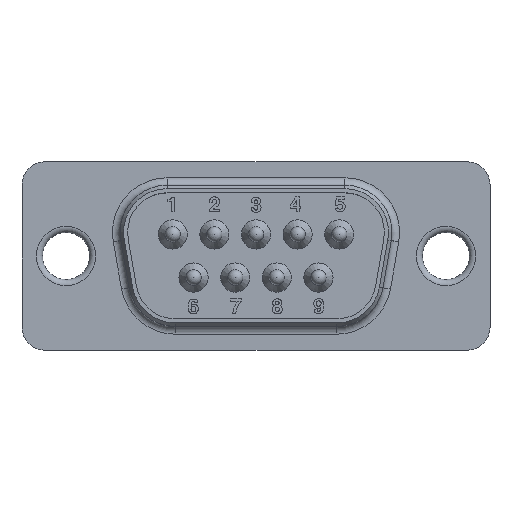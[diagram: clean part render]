
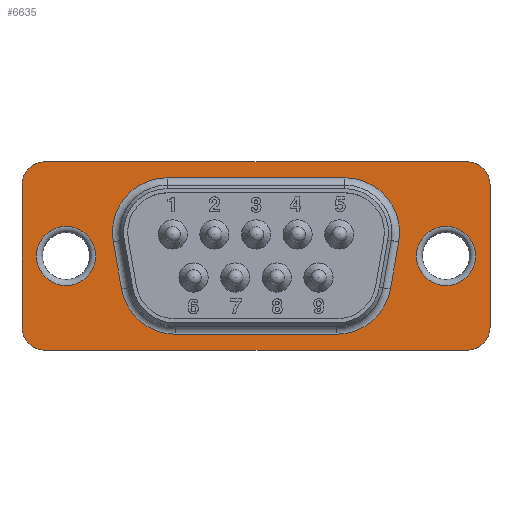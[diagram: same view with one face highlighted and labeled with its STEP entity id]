
A CAD part, top view. The second image highlights one B-rep face of the part: STEP entity #6635.
In plain terms, the highlighted face is planar.
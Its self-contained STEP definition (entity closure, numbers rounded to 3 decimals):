
#308=CIRCLE('',#7217,1.95);
#309=CIRCLE('',#7219,1.5);
#310=CIRCLE('',#7220,1.5);
#311=CIRCLE('',#7221,1.5);
#312=CIRCLE('',#7222,1.5);
#313=CIRCLE('',#7223,1.95);
#314=CIRCLE('',#7224,3.6);
#315=CIRCLE('',#7225,3.6);
#316=CIRCLE('',#7226,3.6);
#317=CIRCLE('',#7227,3.6);
#591=FACE_BOUND('',#2828,.T.);
#592=FACE_BOUND('',#2829,.T.);
#593=FACE_BOUND('',#2830,.T.);
#798=PLANE('',#7218);
#1319=LINE('',#14684,#1887);
#1320=LINE('',#14688,#1888);
#1321=LINE('',#14692,#1889);
#1322=LINE('',#14695,#1890);
#1323=LINE('',#14700,#1891);
#1324=LINE('',#14704,#1892);
#1325=LINE('',#14708,#1893);
#1326=LINE('',#14712,#1894);
#1887=VECTOR('',#8894,27.8);
#1888=VECTOR('',#8897,9.4);
#1889=VECTOR('',#8900,27.8);
#1890=VECTOR('',#8903,9.4);
#1891=VECTOR('',#8906,10.607);
#1892=VECTOR('',#8909,3.148);
#1893=VECTOR('',#8912,11.7);
#1894=VECTOR('',#8915,3.148);
#2317=FACE_OUTER_BOUND('',#2827,.T.);
#2827=EDGE_LOOP('',(#6021,#6022,#6023,#6024,#6025,#6026,#6027,#6028));
#2828=EDGE_LOOP('',(#6029));
#2829=EDGE_LOOP('',(#6030,#6031,#6032,#6033,#6034,#6035,#6036,#6037));
#2830=EDGE_LOOP('',(#6038));
#3499=VERTEX_POINT('',#14677);
#3500=VERTEX_POINT('',#14680);
#3501=VERTEX_POINT('',#14681);
#3502=VERTEX_POINT('',#14683);
#3503=VERTEX_POINT('',#14685);
#3504=VERTEX_POINT('',#14687);
#3505=VERTEX_POINT('',#14689);
#3506=VERTEX_POINT('',#14691);
#3507=VERTEX_POINT('',#14693);
#3508=VERTEX_POINT('',#14696);
#3509=VERTEX_POINT('',#14698);
#3510=VERTEX_POINT('',#14699);
#3511=VERTEX_POINT('',#14701);
#3512=VERTEX_POINT('',#14703);
#3513=VERTEX_POINT('',#14705);
#3514=VERTEX_POINT('',#14707);
#3515=VERTEX_POINT('',#14709);
#3516=VERTEX_POINT('',#14711);
#4351=EDGE_CURVE('',#3499,#3499,#308,.T.);
#4352=EDGE_CURVE('',#3500,#3501,#309,.T.);
#4353=EDGE_CURVE('',#3502,#3500,#1319,.T.);
#4354=EDGE_CURVE('',#3503,#3502,#310,.T.);
#4355=EDGE_CURVE('',#3504,#3503,#1320,.T.);
#4356=EDGE_CURVE('',#3505,#3504,#311,.T.);
#4357=EDGE_CURVE('',#3506,#3505,#1321,.T.);
#4358=EDGE_CURVE('',#3507,#3506,#312,.T.);
#4359=EDGE_CURVE('',#3501,#3507,#1322,.T.);
#4360=EDGE_CURVE('',#3508,#3508,#313,.T.);
#4361=EDGE_CURVE('',#3509,#3510,#1323,.T.);
#4362=EDGE_CURVE('',#3511,#3509,#314,.T.);
#4363=EDGE_CURVE('',#3512,#3511,#1324,.T.);
#4364=EDGE_CURVE('',#3513,#3512,#315,.T.);
#4365=EDGE_CURVE('',#3514,#3513,#1325,.T.);
#4366=EDGE_CURVE('',#3515,#3514,#316,.T.);
#4367=EDGE_CURVE('',#3516,#3515,#1326,.T.);
#4368=EDGE_CURVE('',#3510,#3516,#317,.T.);
#6021=ORIENTED_EDGE('',*,*,#4352,.F.);
#6022=ORIENTED_EDGE('',*,*,#4353,.F.);
#6023=ORIENTED_EDGE('',*,*,#4354,.F.);
#6024=ORIENTED_EDGE('',*,*,#4355,.F.);
#6025=ORIENTED_EDGE('',*,*,#4356,.F.);
#6026=ORIENTED_EDGE('',*,*,#4357,.F.);
#6027=ORIENTED_EDGE('',*,*,#4358,.F.);
#6028=ORIENTED_EDGE('',*,*,#4359,.F.);
#6029=ORIENTED_EDGE('',*,*,#4360,.F.);
#6030=ORIENTED_EDGE('',*,*,#4361,.F.);
#6031=ORIENTED_EDGE('',*,*,#4362,.F.);
#6032=ORIENTED_EDGE('',*,*,#4363,.F.);
#6033=ORIENTED_EDGE('',*,*,#4364,.F.);
#6034=ORIENTED_EDGE('',*,*,#4365,.F.);
#6035=ORIENTED_EDGE('',*,*,#4366,.F.);
#6036=ORIENTED_EDGE('',*,*,#4367,.F.);
#6037=ORIENTED_EDGE('',*,*,#4368,.F.);
#6038=ORIENTED_EDGE('',*,*,#4351,.F.);
#6635=ADVANCED_FACE('',(#2317,#591,#592,#593),#798,.F.);
#7217=AXIS2_PLACEMENT_3D('',#14678,#8888,#8889);
#7218=AXIS2_PLACEMENT_3D('',#14679,#8890,#8891);
#7219=AXIS2_PLACEMENT_3D('',#14682,#8892,#8893);
#7220=AXIS2_PLACEMENT_3D('',#14686,#8895,#8896);
#7221=AXIS2_PLACEMENT_3D('',#14690,#8898,#8899);
#7222=AXIS2_PLACEMENT_3D('',#14694,#8901,#8902);
#7223=AXIS2_PLACEMENT_3D('',#14697,#8904,#8905);
#7224=AXIS2_PLACEMENT_3D('',#14702,#8907,#8908);
#7225=AXIS2_PLACEMENT_3D('',#14706,#8910,#8911);
#7226=AXIS2_PLACEMENT_3D('',#14710,#8913,#8914);
#7227=AXIS2_PLACEMENT_3D('',#14713,#8916,#8917);
#8888=DIRECTION('center_axis',(0.,0.,-1.));
#8889=DIRECTION('ref_axis',(-1.,0.,0.));
#8890=DIRECTION('center_axis',(0.,0.,1.));
#8891=DIRECTION('ref_axis',(1.,0.,0.));
#8892=DIRECTION('center_axis',(0.,0.,1.));
#8893=DIRECTION('ref_axis',(-0.707,0.707,0.));
#8894=DIRECTION('',(-1.,0.,0.));
#8895=DIRECTION('center_axis',(0.,0.,1.));
#8896=DIRECTION('ref_axis',(0.707,0.707,0.));
#8897=DIRECTION('',(0.,1.,0.));
#8898=DIRECTION('center_axis',(0.,0.,1.));
#8899=DIRECTION('ref_axis',(0.707,-0.707,0.));
#8900=DIRECTION('',(1.,0.,0.));
#8901=DIRECTION('center_axis',(0.,0.,1.));
#8902=DIRECTION('ref_axis',(-0.707,-0.707,0.));
#8903=DIRECTION('',(0.,-1.,0.));
#8904=DIRECTION('center_axis',(0.,0.,-1.));
#8905=DIRECTION('ref_axis',(-1.,0.,0.));
#8906=DIRECTION('',(-1.,0.,0.));
#8907=DIRECTION('center_axis',(0.,0.,-1.));
#8908=DIRECTION('ref_axis',(0.643,-0.766,0.));
#8909=DIRECTION('',(-0.174,-0.985,0.));
#8910=DIRECTION('center_axis',(0.,0.,-1.));
#8911=DIRECTION('ref_axis',(0.766,0.643,0.));
#8912=DIRECTION('',(1.,0.,0.));
#8913=DIRECTION('center_axis',(0.,0.,-1.));
#8914=DIRECTION('ref_axis',(-0.766,0.643,0.));
#8915=DIRECTION('',(-0.174,0.985,0.));
#8916=DIRECTION('center_axis',(0.,0.,-1.));
#8917=DIRECTION('ref_axis',(-0.643,-0.766,0.));
#14677=CARTESIAN_POINT('',(14.45,0.,-0.5));
#14678=CARTESIAN_POINT('Origin',(12.5,0.,-0.5));
#14679=CARTESIAN_POINT('Origin',(7.959,0.035,-0.5));
#14680=CARTESIAN_POINT('',(-13.9,6.2,-0.5));
#14681=CARTESIAN_POINT('',(-15.4,4.7,-0.5));
#14682=CARTESIAN_POINT('Origin',(-13.9,4.7,-0.5));
#14683=CARTESIAN_POINT('',(13.9,6.2,-0.5));
#14684=CARTESIAN_POINT('',(15.4,6.2,-0.5));
#14685=CARTESIAN_POINT('',(15.4,4.7,-0.5));
#14686=CARTESIAN_POINT('Origin',(13.9,4.7,-0.5));
#14687=CARTESIAN_POINT('',(15.4,-4.7,-0.5));
#14688=CARTESIAN_POINT('',(15.4,-6.2,-0.5));
#14689=CARTESIAN_POINT('',(13.9,-6.2,-0.5));
#14690=CARTESIAN_POINT('Origin',(13.9,-4.7,-0.5));
#14691=CARTESIAN_POINT('',(-13.9,-6.2,-0.5));
#14692=CARTESIAN_POINT('',(-15.4,-6.2,-0.5));
#14693=CARTESIAN_POINT('',(-15.4,-4.7,-0.5));
#14694=CARTESIAN_POINT('Origin',(-13.9,-4.7,-0.5));
#14695=CARTESIAN_POINT('',(-15.4,6.2,-0.5));
#14696=CARTESIAN_POINT('',(-10.55,0.,-0.5));
#14697=CARTESIAN_POINT('Origin',(-12.5,0.,-0.5));
#14698=CARTESIAN_POINT('',(5.303,-5.15,-0.5));
#14699=CARTESIAN_POINT('',(-5.303,-5.15,-0.5));
#14700=CARTESIAN_POINT('',(3.98,-5.15,-0.5));
#14701=CARTESIAN_POINT('',(8.849,-2.175,-0.5));
#14702=CARTESIAN_POINT('Origin',(5.303,-1.55,-0.5));
#14703=CARTESIAN_POINT('',(9.395,0.925,-0.5));
#14704=CARTESIAN_POINT('',(9.024,-1.18,-0.5));
#14705=CARTESIAN_POINT('',(5.85,5.15,-0.5));
#14706=CARTESIAN_POINT('Origin',(5.85,1.55,-0.5));
#14707=CARTESIAN_POINT('',(-5.85,5.15,-0.5));
#14708=CARTESIAN_POINT('',(3.98,5.15,-0.5));
#14709=CARTESIAN_POINT('',(-9.395,0.925,-0.5));
#14710=CARTESIAN_POINT('Origin',(-5.85,1.55,-0.5));
#14711=CARTESIAN_POINT('',(-8.849,-2.175,-0.5));
#14712=CARTESIAN_POINT('',(-9.058,-0.991,-0.5));
#14713=CARTESIAN_POINT('Origin',(-5.303,-1.55,-0.5));
